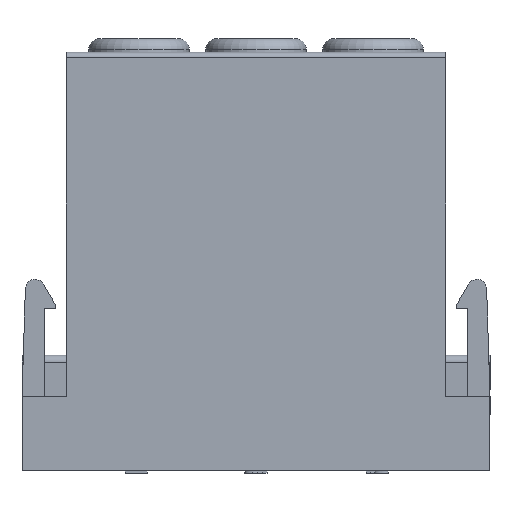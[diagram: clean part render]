
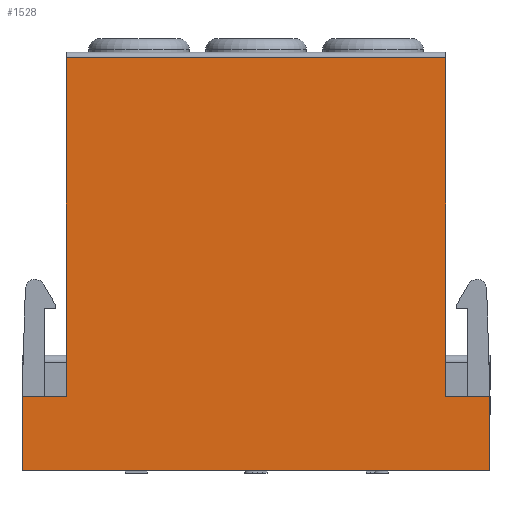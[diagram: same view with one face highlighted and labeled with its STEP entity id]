
A CAD part, top view. The second image highlights one B-rep face of the part: STEP entity #1528.
In plain terms, the highlighted planar face has unit normal (0, 0, 1).
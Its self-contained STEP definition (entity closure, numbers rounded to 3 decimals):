
#799=PLANE('',#3072);
#896=FACE_OUTER_BOUND('',#1728,.T.);
#1002=LINE('',#3869,#1256);
#1019=LINE('',#3908,#1273);
#1066=LINE('',#4037,#1320);
#1089=LINE('',#4087,#1343);
#1096=LINE('',#4101,#1350);
#1097=LINE('',#4102,#1351);
#1098=LINE('',#4104,#1352);
#1099=LINE('',#4105,#1353);
#1256=VECTOR('',#3238,1.);
#1273=VECTOR('',#3269,1.);
#1320=VECTOR('',#3354,1.);
#1343=VECTOR('',#3387,1.);
#1350=VECTOR('',#3396,1.);
#1351=VECTOR('',#3397,1.);
#1352=VECTOR('',#3398,1.);
#1353=VECTOR('',#3399,1.);
#1528=ADVANCED_FACE('',(#896),#799,.F.);
#1728=EDGE_LOOP('',(#2008,#2009,#2010,#2011,#2012,#2013,#2014,#2015));
#2008=ORIENTED_EDGE('',*,*,#2815,.F.);
#2009=ORIENTED_EDGE('',*,*,#2719,.T.);
#2010=ORIENTED_EDGE('',*,*,#2816,.F.);
#2011=ORIENTED_EDGE('',*,*,#2817,.F.);
#2012=ORIENTED_EDGE('',*,*,#2782,.F.);
#2013=ORIENTED_EDGE('',*,*,#2818,.T.);
#2014=ORIENTED_EDGE('',*,*,#2808,.T.);
#2015=ORIENTED_EDGE('',*,*,#2700,.F.);
#2482=VERTEX_POINT('',#3859);
#2487=VERTEX_POINT('',#3868);
#2502=VERTEX_POINT('',#3907);
#2503=VERTEX_POINT('',#3909);
#2559=VERTEX_POINT('',#4036);
#2560=VERTEX_POINT('',#4038);
#2582=VERTEX_POINT('',#4088);
#2588=VERTEX_POINT('',#4103);
#2700=EDGE_CURVE('',#2487,#2482,#1002,.T.);
#2719=EDGE_CURVE('',#2503,#2502,#1019,.T.);
#2782=EDGE_CURVE('',#2559,#2560,#1066,.T.);
#2808=EDGE_CURVE('',#2582,#2482,#1089,.T.);
#2815=EDGE_CURVE('',#2503,#2487,#1096,.T.);
#2816=EDGE_CURVE('',#2588,#2502,#1097,.T.);
#2817=EDGE_CURVE('',#2560,#2588,#1098,.T.);
#2818=EDGE_CURVE('',#2559,#2582,#1099,.T.);
#3072=AXIS2_PLACEMENT_3D('',#4106,#3400,#3401);
#3238=DIRECTION('',(0.,-1.,0.));
#3269=DIRECTION('',(0.,-1.,0.));
#3354=DIRECTION('',(-1.,0.,0.));
#3387=DIRECTION('',(-1.,0.,0.));
#3396=DIRECTION('',(1.,0.,0.));
#3397=DIRECTION('',(1.,0.,0.));
#3398=DIRECTION('',(0.,1.,0.));
#3399=DIRECTION('',(0.,1.,0.));
#3400=DIRECTION('',(0.,0.,-1.));
#3401=DIRECTION('',(-1.,0.,0.));
#3859=CARTESIAN_POINT('',(4.443,-34.647,11.4));
#3868=CARTESIAN_POINT('',(4.443,-10.047,11.4));
#3869=CARTESIAN_POINT('',(4.443,-14.647,11.4));
#3907=CARTESIAN_POINT('',(-23.157,-34.647,11.4));
#3908=CARTESIAN_POINT('',(-23.157,-14.647,11.4));
#3909=CARTESIAN_POINT('',(-23.157,-10.047,11.4));
#4036=CARTESIAN_POINT('',(7.643,-40.047,11.4));
#4037=CARTESIAN_POINT('',(4.443,-40.047,11.4));
#4038=CARTESIAN_POINT('',(-26.357,-40.047,11.4));
#4087=CARTESIAN_POINT('',(7.643,-34.647,11.4));
#4088=CARTESIAN_POINT('',(7.643,-34.647,11.4));
#4101=CARTESIAN_POINT('',(-9.357,-10.047,11.4));
#4102=CARTESIAN_POINT('',(-26.357,-34.647,11.4));
#4103=CARTESIAN_POINT('',(-26.357,-34.647,11.4));
#4104=CARTESIAN_POINT('',(-26.357,-40.047,11.4));
#4105=CARTESIAN_POINT('',(7.643,-40.047,11.4));
#4106=CARTESIAN_POINT('',(4.443,-40.047,11.4));
